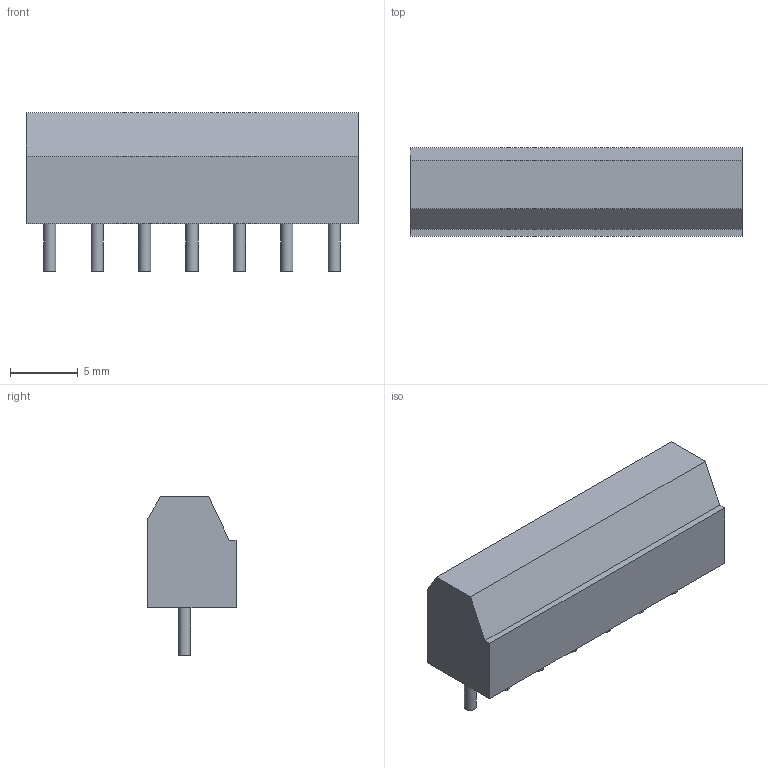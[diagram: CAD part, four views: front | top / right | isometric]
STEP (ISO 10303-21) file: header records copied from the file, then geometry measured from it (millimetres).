
FILE_DESCRIPTION( ( '' ), ' ' );
FILE_NAME( '5a8195c6f1a9720de5b39720.step', '2018-02-12T13:25:26', ( '' ), ( '' ), ' ', ' ', ' ' );
FILE_SCHEMA( ( 'AUTOMOTIVE_DESIGN { 1 0 10303 214 1 1 1 1 }' ) );
Length unit declared in the file: metre
Products named in the file (1): Open CASCADE STEP translator 6.8 1
Bounding box: 24.5 x 6.5 x 11.7 mm (x, y, z)
Volume: 1204.4 mm3; surface area: 841.2 mm2
Topology: 1 solids, 1 shells, 23 faces, 49 edges, 35 vertices
Faces by surface type: plane 16, cylinder 7
Full cylindrical faces by diameter (mm): 0.9 x7
Entity records: 910 total; most frequent: DIRECTION 97, CARTESIAN_POINT 87, ORIENTED_EDGE 70, STYLED_ITEM 58, PRESENTATION_STYLE_ASSIGNMENT 58, COLOUR_RGB 58, AXIS2_PLACEMENT_3D 38, EDGE_LOOP 37
